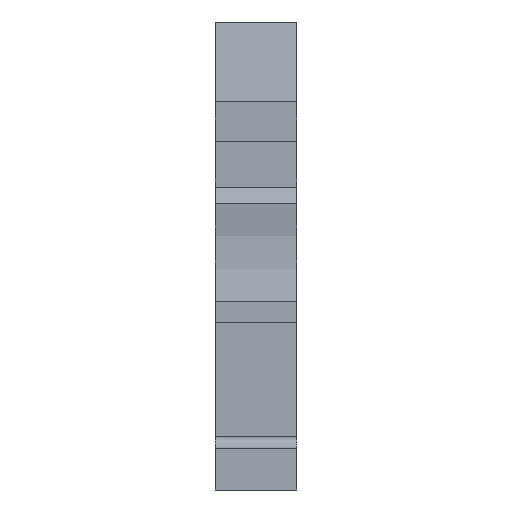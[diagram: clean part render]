
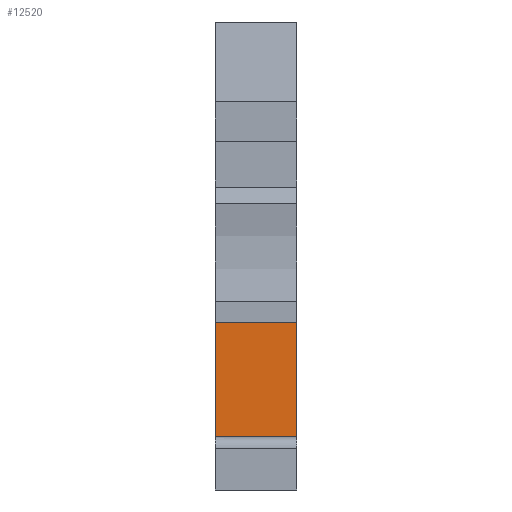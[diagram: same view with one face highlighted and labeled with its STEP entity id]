
A CAD part, front view. The second image highlights one B-rep face of the part: STEP entity #12520.
In plain terms, the highlighted face is planar.
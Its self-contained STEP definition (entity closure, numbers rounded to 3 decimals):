
#1160=CARTESIAN_POINT('',(-43.6,-2.65,
-5.15));
#1170=VERTEX_POINT('',#1160);
#1200=CARTESIAN_POINT('',(-43.6,0.,
-5.15));
#1210=DIRECTION('',(0.,1.,0.));
#1220=VECTOR('',#1210,1.);
#1230=LINE('',#1200,#1220);
#1240=CARTESIAN_POINT('',(-43.6,-11.25,
-5.15));
#1250=VERTEX_POINT('',#1240);
#1260=EDGE_CURVE('',#1250,#1170,#1230,.T.);
#8690=CARTESIAN_POINT('',(-43.6,-13.75,
1.));
#8700=VERTEX_POINT('',#8690);
#8730=CARTESIAN_POINT('',(-43.6,0.,
1.));
#8740=DIRECTION('',(0.,1.,0.));
#8750=VECTOR('',#8740,1.);
#8760=LINE('',#8730,#8750);
#8770=CARTESIAN_POINT('',(-43.6,-2.65,
1.));
#8780=VERTEX_POINT('',#8770);
#8790=EDGE_CURVE('',#8700,#8780,#8760,.T.);
#11090=CARTESIAN_POINT('',(-43.6,-2.65,
0.));
#11100=DIRECTION('',(0.,0.,1.));
#11110=VECTOR('',#11100,1.);
#11120=LINE('',#11090,#11110);
#11130=EDGE_CURVE('',#1170,#8780,#11120,.T.);
#11420=CARTESIAN_POINT('',(-43.6,-13.75,
-4.15));
#11430=VERTEX_POINT('',#11420);
#11460=CARTESIAN_POINT('',(-43.6,-13.75,
0.));
#11470=DIRECTION('',(0.,0.,-1.));
#11480=VECTOR('',#11470,1.);
#11490=LINE('',#11460,#11480);
#11500=EDGE_CURVE('',#8700,#11430,#11490,.T.);
#11740=CARTESIAN_POINT('',(-43.6,-11.25,
-4.15));
#11750=VERTEX_POINT('',#11740);
#11780=CARTESIAN_POINT('',(-43.6,0.,
-4.15));
#11790=DIRECTION('',(0.,-1.,0.));
#11800=VECTOR('',#11790,1.);
#11810=LINE('',#11780,#11800);
#11820=EDGE_CURVE('',#11750,#11430,#11810,.T.);
#12340=CARTESIAN_POINT('',(-43.6,-11.25,
1.));
#12350=DIRECTION('',(-1.,0.,-0.));
#12360=DIRECTION('',(0.,1.,0.));
#12370=AXIS2_PLACEMENT_3D('',#12340,#12350,#12360);
#12380=PLANE('',#12370);
#12390=ORIENTED_EDGE('',*,*,#11500,.F.);
#12400=ORIENTED_EDGE('',*,*,#11820,.T.);
#12410=CARTESIAN_POINT('',(-43.6,-11.25,
0.));
#12420=DIRECTION('',(0.,0.,-1.));
#12430=VECTOR('',#12420,1.);
#12440=LINE('',#12410,#12430);
#12450=EDGE_CURVE('',#11750,#1250,#12440,.T.);
#12460=ORIENTED_EDGE('',*,*,#12450,.F.);
#12470=ORIENTED_EDGE('',*,*,#1260,.F.);
#12480=ORIENTED_EDGE('',*,*,#11130,.F.);
#12490=ORIENTED_EDGE('',*,*,#8790,.T.);
#12500=EDGE_LOOP('',(#12490,#12480,#12470,#12460,#12400,#12390));
#12510=FACE_OUTER_BOUND('',#12500,.T.);
#12520=ADVANCED_FACE('',(#12510),#12380,.T.);
